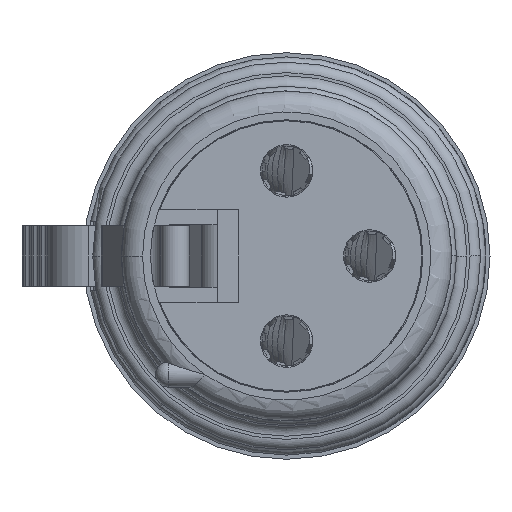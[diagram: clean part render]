
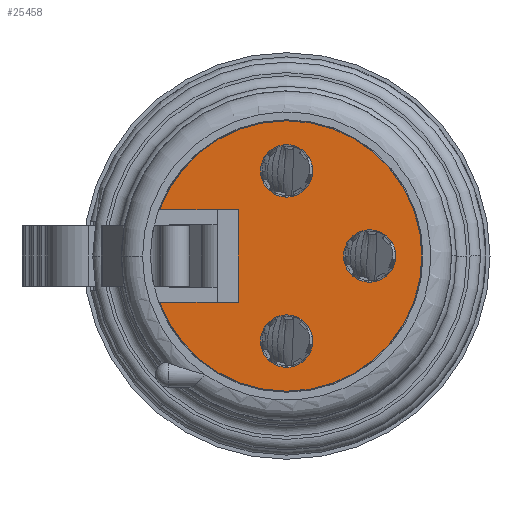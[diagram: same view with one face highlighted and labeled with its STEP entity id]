
A CAD part, left-side view. The second image highlights one B-rep face of the part: STEP entity #25458.
In plain terms, the highlighted planar face has unit normal (-1, 0, 0).
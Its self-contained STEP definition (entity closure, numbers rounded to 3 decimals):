
#1824=DIRECTION('',(0.,0.,1.));
#1825=VECTOR('',#1824,4.4);
#1826=CARTESIAN_POINT('',(-13.9,2.3,-2.2));
#1827=LINE('',#1826,#1825);
#1828=DIRECTION('',(0.,-1.,0.));
#1829=VECTOR('',#1828,3.763);
#1830=CARTESIAN_POINT('',(-13.9,6.063,2.2));
#1831=LINE('',#1830,#1829);
#1832=DIRECTION('',(0.,-1.,0.));
#1833=VECTOR('',#1832,3.763);
#1834=CARTESIAN_POINT('',(-13.9,6.063,-2.2));
#1835=LINE('',#1834,#1833);
#1836=CARTESIAN_POINT('',(-13.9,-3.96,0.));
#1837=DIRECTION('',(-1.,0.,0.));
#1838=DIRECTION('',(0.,1.,0.));
#1839=AXIS2_PLACEMENT_3D('',#1836,#1837,#1838);
#1841=CARTESIAN_POINT('',(-13.9,-3.96,0.));
#1842=DIRECTION('',(-1.,0.,0.));
#1843=DIRECTION('',(0.,-1.,0.));
#1844=AXIS2_PLACEMENT_3D('',#1841,#1842,#1843);
#1846=CARTESIAN_POINT('',(-13.9,0.,-4.06));
#1847=DIRECTION('',(-1.,0.,0.));
#1848=DIRECTION('',(0.,1.,0.));
#1849=AXIS2_PLACEMENT_3D('',#1846,#1847,#1848);
#1851=CARTESIAN_POINT('',(-13.9,0.,-4.06));
#1852=DIRECTION('',(-1.,0.,0.));
#1853=DIRECTION('',(0.,-1.,0.));
#1854=AXIS2_PLACEMENT_3D('',#1851,#1852,#1853);
#1856=CARTESIAN_POINT('',(-13.9,0.,4.06));
#1857=DIRECTION('',(-1.,0.,0.));
#1858=DIRECTION('',(0.,1.,0.));
#1859=AXIS2_PLACEMENT_3D('',#1856,#1857,#1858);
#1861=CARTESIAN_POINT('',(-13.9,0.,4.06));
#1862=DIRECTION('',(-1.,0.,0.));
#1863=DIRECTION('',(0.,-1.,0.));
#1864=AXIS2_PLACEMENT_3D('',#1861,#1862,#1863);
#1903=CARTESIAN_POINT('',(-13.9,0.,0.));
#1904=DIRECTION('',(-1.,0.,0.));
#1905=DIRECTION('',(0.,0.94,-0.341));
#1906=AXIS2_PLACEMENT_3D('',#1903,#1904,#1905);
#18498=CARTESIAN_POINT('',(-13.9,2.3,-2.2));
#18499=CARTESIAN_POINT('',(-13.9,2.3,2.2));
#18500=VERTEX_POINT('',#18498);
#18501=VERTEX_POINT('',#18499);
#21936=CARTESIAN_POINT('',(-13.9,6.063,2.2));
#21937=VERTEX_POINT('',#21936);
#21938=CARTESIAN_POINT('',(-13.9,6.063,-2.2));
#21939=VERTEX_POINT('',#21938);
#21956=CARTESIAN_POINT('',(-13.9,-2.71,0.));
#21957=CARTESIAN_POINT('',(-13.9,-5.21,0.));
#21958=VERTEX_POINT('',#21956);
#21959=VERTEX_POINT('',#21957);
#21960=CARTESIAN_POINT('',(-13.9,1.25,-4.06));
#21961=CARTESIAN_POINT('',(-13.9,-1.25,-4.06));
#21962=VERTEX_POINT('',#21960);
#21963=VERTEX_POINT('',#21961);
#21964=CARTESIAN_POINT('',(-13.9,1.25,4.06));
#21965=CARTESIAN_POINT('',(-13.9,-1.25,4.06));
#21966=VERTEX_POINT('',#21964);
#21967=VERTEX_POINT('',#21965);
#25426=CARTESIAN_POINT('',(-13.9,0.,0.));
#25427=DIRECTION('',(-1.,0.,0.));
#25428=DIRECTION('',(0.,1.,0.));
#25429=AXIS2_PLACEMENT_3D('',#25426,#25427,#25428);
#25430=PLANE('',#25429);
#25432=ORIENTED_EDGE('',*,*,#25431,.T.);
#25434=ORIENTED_EDGE('',*,*,#25433,.F.);
#25436=ORIENTED_EDGE('',*,*,#25435,.F.);
#25438=ORIENTED_EDGE('',*,*,#25437,.T.);
#25439=EDGE_LOOP('',(#25432,#25434,#25436,#25438));
#25440=FACE_OUTER_BOUND('',#25439,.F.);
#25442=ORIENTED_EDGE('',*,*,#25441,.T.);
#25443=ORIENTED_EDGE('',*,*,#25416,.T.);
#25444=EDGE_LOOP('',(#25442,#25443));
#25445=FACE_BOUND('',#25444,.F.);
#25447=ORIENTED_EDGE('',*,*,#25446,.T.);
#25449=ORIENTED_EDGE('',*,*,#25448,.T.);
#25450=EDGE_LOOP('',(#25447,#25449));
#25451=FACE_BOUND('',#25450,.F.);
#25453=ORIENTED_EDGE('',*,*,#25452,.T.);
#25455=ORIENTED_EDGE('',*,*,#25454,.T.);
#25456=EDGE_LOOP('',(#25453,#25455));
#25457=FACE_BOUND('',#25456,.F.);
#1840=CIRCLE('',#1839,1.25);
#1845=CIRCLE('',#1844,1.25);
#1850=CIRCLE('',#1849,1.25);
#1855=CIRCLE('',#1854,1.25);
#1860=CIRCLE('',#1859,1.25);
#1865=CIRCLE('',#1864,1.25);
#1907=CIRCLE('',#1906,6.45);
#25416=EDGE_CURVE('',#21959,#21958,#1845,.T.);
#25431=EDGE_CURVE('',#18500,#18501,#1827,.T.);
#25433=EDGE_CURVE('',#21937,#18501,#1831,.T.);
#25435=EDGE_CURVE('',#21939,#21937,#1907,.T.);
#25437=EDGE_CURVE('',#21939,#18500,#1835,.T.);
#25441=EDGE_CURVE('',#21958,#21959,#1840,.T.);
#25446=EDGE_CURVE('',#21962,#21963,#1850,.T.);
#25448=EDGE_CURVE('',#21963,#21962,#1855,.T.);
#25452=EDGE_CURVE('',#21966,#21967,#1860,.T.);
#25454=EDGE_CURVE('',#21967,#21966,#1865,.T.);
#25458=ADVANCED_FACE('',(#25440,#25445,#25451,#25457),#25430,.T.);
